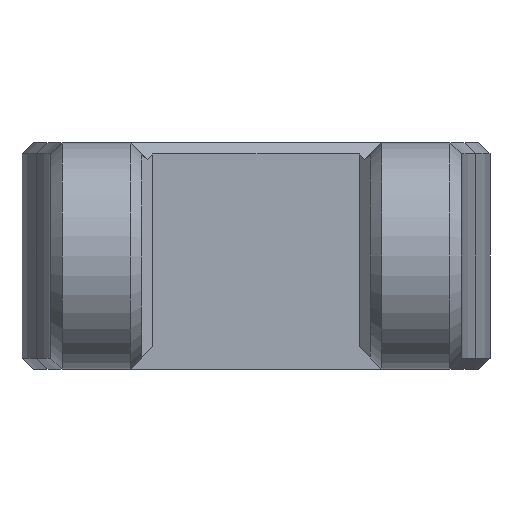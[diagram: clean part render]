
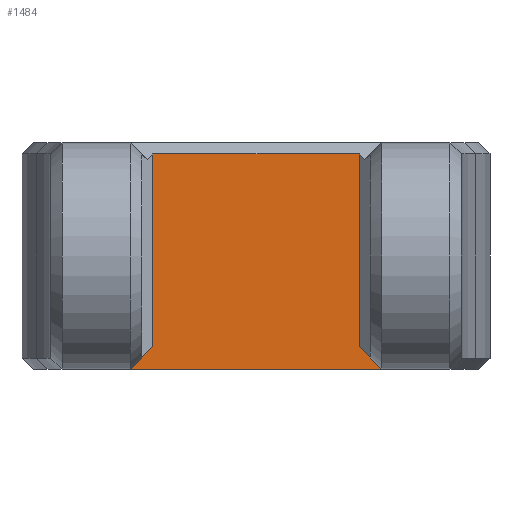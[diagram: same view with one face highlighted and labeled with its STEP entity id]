
A CAD part, left-side view. The second image highlights one B-rep face of the part: STEP entity #1484.
In plain terms, the highlighted planar face has unit normal (-1, 0, 0).
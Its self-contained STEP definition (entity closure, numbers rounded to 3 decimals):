
#137=FACE_OUTER_BOUND('',#232,.T.);
#232=EDGE_LOOP('',(#1027,#1028,#1029,#1030,#1031,#1032));
#327=LINE('',#2210,#486);
#352=LINE('',#2270,#511);
#354=LINE('',#2273,#513);
#355=LINE('',#2275,#514);
#356=LINE('',#2277,#515);
#357=LINE('',#2278,#516);
#486=VECTOR('',#1742,10.);
#511=VECTOR('',#1787,10.);
#513=VECTOR('',#1791,10.);
#514=VECTOR('',#1792,10.);
#515=VECTOR('',#1793,10.);
#516=VECTOR('',#1794,10.);
#644=VERTEX_POINT('',#2206);
#646=VERTEX_POINT('',#2209);
#670=VERTEX_POINT('',#2267);
#671=VERTEX_POINT('',#2269);
#672=VERTEX_POINT('',#2274);
#673=VERTEX_POINT('',#2276);
#773=EDGE_CURVE('',#644,#646,#327,.T.);
#802=EDGE_CURVE('',#670,#671,#352,.T.);
#804=EDGE_CURVE('',#671,#644,#354,.T.);
#805=EDGE_CURVE('',#672,#670,#355,.T.);
#806=EDGE_CURVE('',#672,#673,#356,.T.);
#807=EDGE_CURVE('',#646,#673,#357,.T.);
#1027=ORIENTED_EDGE('',*,*,#773,.F.);
#1028=ORIENTED_EDGE('',*,*,#804,.F.);
#1029=ORIENTED_EDGE('',*,*,#802,.F.);
#1030=ORIENTED_EDGE('',*,*,#805,.F.);
#1031=ORIENTED_EDGE('',*,*,#806,.T.);
#1032=ORIENTED_EDGE('',*,*,#807,.F.);
#1436=PLANE('',#1595);
#1484=ADVANCED_FACE('',(#137),#1436,.T.);
#1595=AXIS2_PLACEMENT_3D('',#2272,#1789,#1790);
#1742=DIRECTION('',(0.,0.,-1.));
#1787=DIRECTION('',(0.,0.,1.));
#1789=DIRECTION('center_axis',(-1.,0.,0.));
#1790=DIRECTION('ref_axis',(0.,0.,
1.));
#1791=DIRECTION('',(0.,-1.,0.));
#1792=DIRECTION('',(0.,-0.707,0.707));
#1793=DIRECTION('',(0.,-1.,0.));
#1794=DIRECTION('',(0.,-0.707,-0.707));
#2206=CARTESIAN_POINT('',(-49.1,-4.55,9.5));
#2209=CARTESIAN_POINT('',(-49.1,-4.55,1.));
#2210=CARTESIAN_POINT('',(-49.1,-4.55,2.5));
#2267=CARTESIAN_POINT('',(-49.1,4.55,1.));
#2269=CARTESIAN_POINT('',(-49.1,4.55,9.5));
#2270=CARTESIAN_POINT('',(-49.1,4.55,2.5));
#2272=CARTESIAN_POINT('Origin',(-49.1,-5.05,0.));
#2273=CARTESIAN_POINT('',(-49.1,-5.05,9.5));
#2274=CARTESIAN_POINT('',(-49.1,5.55,0.));
#2275=CARTESIAN_POINT('',(-49.1,2.775,2.775));
#2276=CARTESIAN_POINT('',(-49.1,-5.55,0.));
#2277=CARTESIAN_POINT('',(-49.1,2.525,0.));
#2278=CARTESIAN_POINT('',(-49.1,-5.3,0.25));
